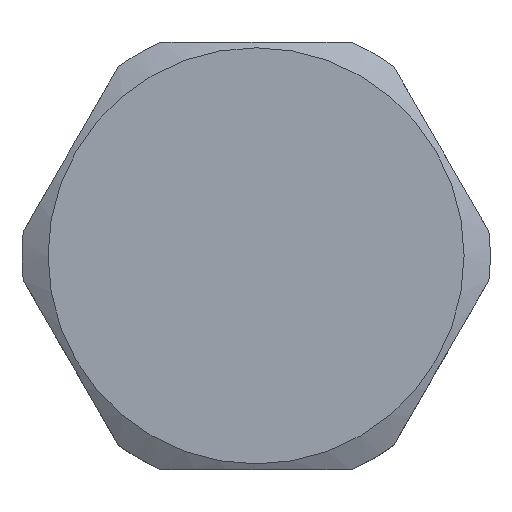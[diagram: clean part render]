
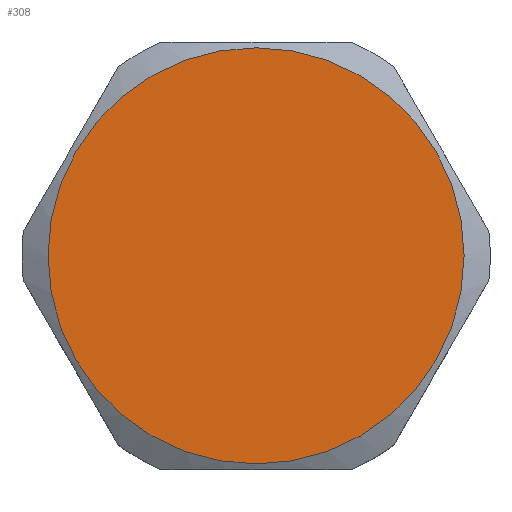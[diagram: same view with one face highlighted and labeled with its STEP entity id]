
A CAD part, top view. The second image highlights one B-rep face of the part: STEP entity #308.
In plain terms, the highlighted planar face has unit normal (0, 0, 1).
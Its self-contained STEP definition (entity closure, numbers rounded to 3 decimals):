
#62=PLANE('',#346);
#93=FACE_OUTER_BOUND('',#117,.T.);
#117=EDGE_LOOP('',(#286));
#134=CIRCLE('',#332,18.);
#163=VERTEX_POINT('',#519);
#192=EDGE_CURVE('',#163,#163,#134,.T.);
#286=ORIENTED_EDGE('',*,*,#192,.T.);
#308=ADVANCED_FACE('',(#93),#62,.T.);
#332=AXIS2_PLACEMENT_3D('',#520,#391,#392);
#346=AXIS2_PLACEMENT_3D('',#546,#431,#432);
#391=DIRECTION('center_axis',(0.,0.,1.));
#392=DIRECTION('ref_axis',(-1.,0.,0.));
#431=DIRECTION('center_axis',(0.,0.,1.));
#432=DIRECTION('ref_axis',(1.,0.,0.));
#519=CARTESIAN_POINT('',(-18.,0.,14.5));
#520=CARTESIAN_POINT('Origin',(0.,0.,14.5));
#546=CARTESIAN_POINT('Origin',(0.,0.,14.5));
